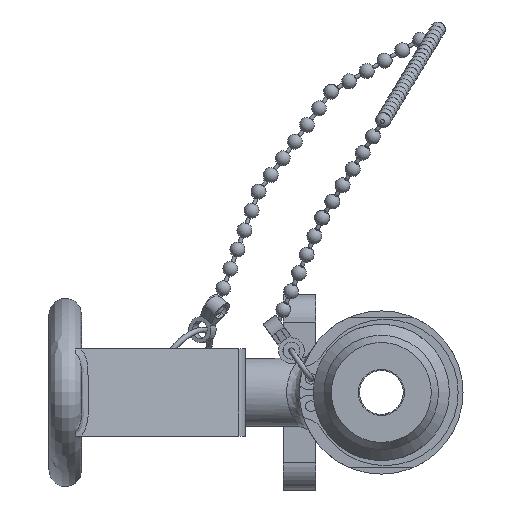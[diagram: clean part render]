
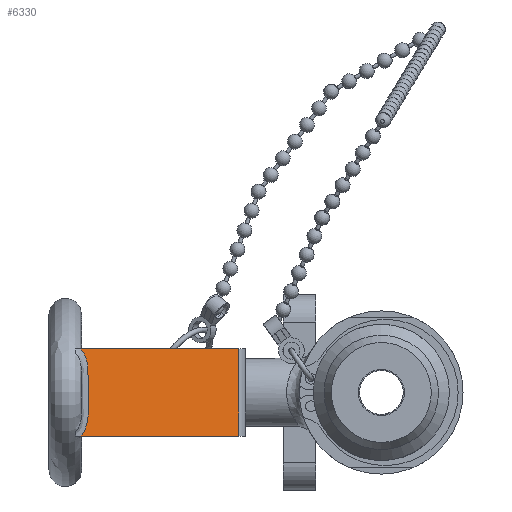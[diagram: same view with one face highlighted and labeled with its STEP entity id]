
A CAD part, left-side view. The second image highlights one B-rep face of the part: STEP entity #6330.
In plain terms, the highlighted planar face has unit normal (-0.866, -0.5, 0).
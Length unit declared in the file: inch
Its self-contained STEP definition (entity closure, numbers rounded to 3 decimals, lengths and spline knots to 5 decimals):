
#76=B_SPLINE_CURVE_WITH_KNOTS('',3,(#11939,#11940,#11941,#11942,#11943,
#11944,#11945,#11946,#11947,#11948,#11949,#11950,#11951),.UNSPECIFIED.,
 .F.,.F.,(4,1,1,1,1,1,1,1,1,1,4),(-6.81252,-6.76324,-6.59257,
-6.25124,-5.90991,-5.73924,-5.56858,
-5.22724,-4.88591,-4.71525,-4.66597),
 .UNSPECIFIED.);
#482=LINE('',#11094,#821);
#499=LINE('',#11985,#838);
#501=LINE('',#11988,#840);
#821=VECTOR('',#9035,0.3937);
#838=VECTOR('',#9100,0.3937);
#840=VECTOR('',#9104,0.3937);
#1351=FACE_OUTER_BOUND('',#1740,.T.);
#1740=EDGE_LOOP('',(#5334,#5335,#5336,#5337));
#2769=VERTEX_POINT('',#11091);
#2770=VERTEX_POINT('',#11093);
#2803=VERTEX_POINT('',#11938);
#2809=VERTEX_POINT('',#11983);
#3608=EDGE_CURVE('',#2769,#2770,#482,.T.);
#3658=EDGE_CURVE('',#2770,#2803,#76,.T.);
#3668=EDGE_CURVE('',#2809,#2769,#499,.T.);
#3670=EDGE_CURVE('',#2803,#2809,#501,.T.);
#5334=ORIENTED_EDGE('',*,*,#3658,.F.);
#5335=ORIENTED_EDGE('',*,*,#3608,.F.);
#5336=ORIENTED_EDGE('',*,*,#3668,.F.);
#5337=ORIENTED_EDGE('',*,*,#3670,.F.);
#5628=PLANE('',#7181);
#6330=ADVANCED_FACE('',(#1351),#5628,.T.);
#7181=AXIS2_PLACEMENT_3D('',#11987,#9102,#9103);
#9035=DIRECTION('',(-0.5,0.866,0.));
#9100=DIRECTION('',(0.,0.,-1.));
#9102=DIRECTION('center_axis',(-0.866,-0.5,0.));
#9103=DIRECTION('ref_axis',(0.5,-0.866,0.));
#9104=DIRECTION('',(0.5,-0.866,0.));
#11091=CARTESIAN_POINT('',(-0.93583,-0.26196,-0.4));
#11093=CARTESIAN_POINT('',(-1.77501,1.19153,-0.4));
#11094=CARTESIAN_POINT('',(-1.79975,1.23438,-0.4));
#11938=CARTESIAN_POINT('',(-1.77501,1.19153,0.4));
#11939=CARTESIAN_POINT('Ctrl Pts',(-1.77501,1.19153,-0.4));
#11940=CARTESIAN_POINT('Ctrl Pts',(-1.77252,1.18721,-0.39587));
#11941=CARTESIAN_POINT('Ctrl Pts',(-1.76191,1.16884,-0.37622));
#11942=CARTESIAN_POINT('Ctrl Pts',(-1.74149,1.13348,-0.31346));
#11943=CARTESIAN_POINT('Ctrl Pts',(-1.73127,1.11577,-0.2013));
#11944=CARTESIAN_POINT('Ctrl Pts',(-1.73271,1.11826,-0.08961));
#11945=CARTESIAN_POINT('Ctrl Pts',(-1.73344,1.11954,0.00001));
#11946=CARTESIAN_POINT('Ctrl Pts',(-1.73271,1.11826,0.08963));
#11947=CARTESIAN_POINT('Ctrl Pts',(-1.73126,1.11575,0.20129));
#11948=CARTESIAN_POINT('Ctrl Pts',(-1.74149,1.13348,0.31347));
#11949=CARTESIAN_POINT('Ctrl Pts',(-1.76191,1.16884,0.37622));
#11950=CARTESIAN_POINT('Ctrl Pts',(-1.77251,1.18721,0.39588));
#11951=CARTESIAN_POINT('Ctrl Pts',(-1.77501,1.19153,0.4));
#11983=CARTESIAN_POINT('',(-0.93583,-0.26196,0.4));
#11985=CARTESIAN_POINT('',(-0.93583,-0.26196,0.));
#11987=CARTESIAN_POINT('Origin',(-1.79975,1.23438,0.));
#11988=CARTESIAN_POINT('',(-1.79975,1.23438,0.4));
